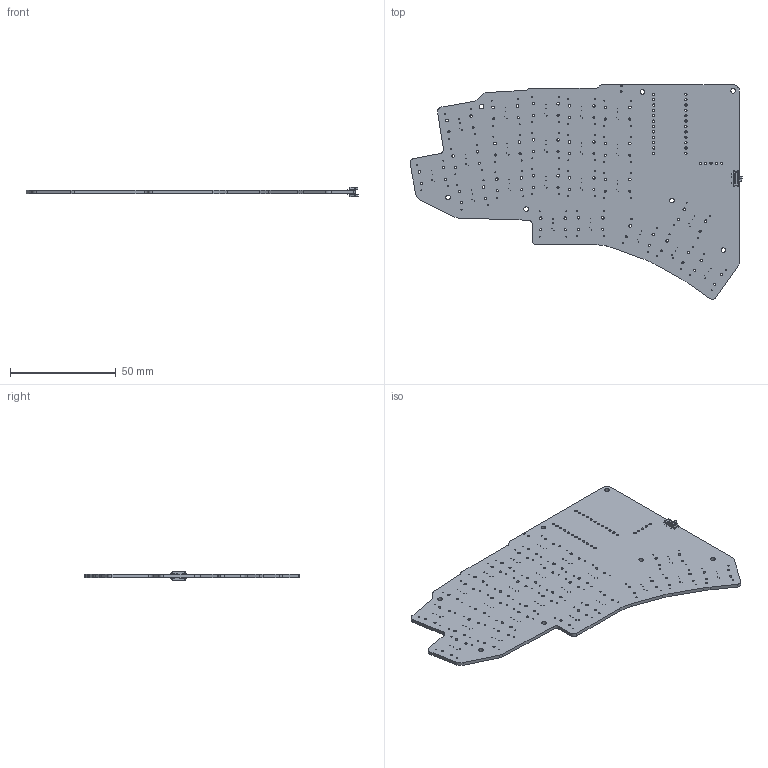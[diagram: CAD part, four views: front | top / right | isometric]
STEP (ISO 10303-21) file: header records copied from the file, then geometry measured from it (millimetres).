
FILE_DESCRIPTION(('KiCad electronic assembly'),'2;1');
FILE_NAME('cad_export_final.step','2024-11-18T02:27:17',('Pcbnew'),( 'Kicad'),'Open CASCADE STEP processor 7.8','KiCad to STEP converter' ,'Unknown');
FILE_SCHEMA(('AUTOMOTIVE_DESIGN { 1 0 10303 214 1 1 1 1 }'));
Length unit declared in the file: millimetre
Products named in the file (4): cad_export_final 1; SW_SPDT_PCM12; Fusion_sp; ultra_lp_keeb_PCB
Assembly tree (4 placements, depth 3):
  cad_export_final 1
    SW_SPDT_PCM12  x2
      Fusion_sp
    ultra_lp_keeb_PCB
Bounding box: 157.2 x 101.54 x 4.7 mm (x, y, z)
Volume: 17360 mm3; surface area: 23603.4 mm2
Topology: 3 solids, 3 shells, 630 faces, 1742 edges, 1124 vertices
Faces by surface type: cylinder 349, plane 277, cone 4
Full cylindrical faces by diameter (mm): 0.2 x66, 0.25 x22, 0.5 x88, 0.8 x6, 1 x44, 1.09 x4, 1.092 x25, 1.2 x44, 2.2 x7
Entity records: 18438 total; most frequent: DIRECTION 3050, CARTESIAN_POINT 2792, ORIENTED_EDGE 2780, EDGE_CURVE 1390, AXIS2_PLACEMENT_3D 1166, FACE_BOUND 1102, EDGE_LOOP 1102, VERTEX_POINT 908
